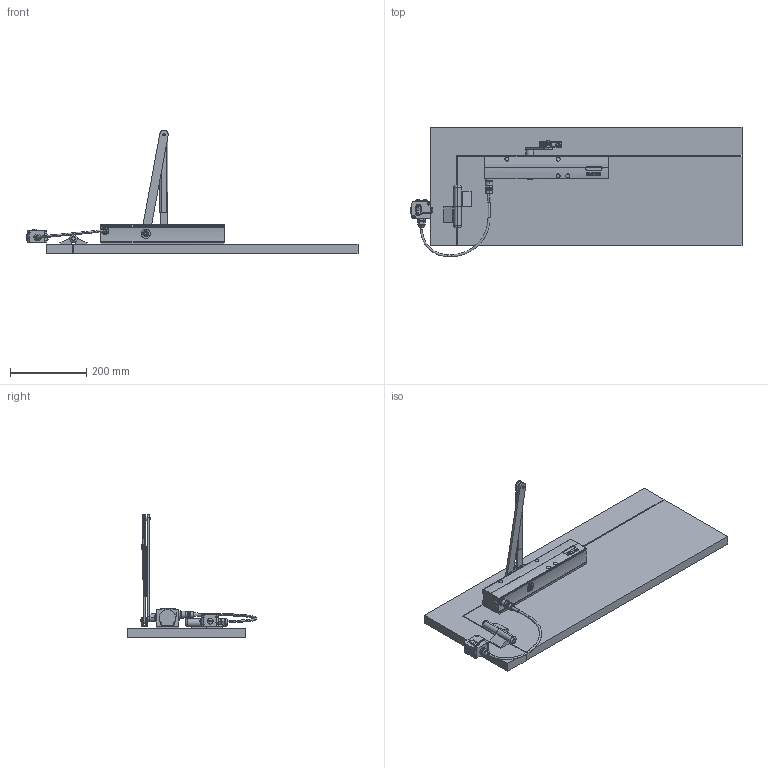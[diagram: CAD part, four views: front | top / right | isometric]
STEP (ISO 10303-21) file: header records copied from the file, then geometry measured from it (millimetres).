
FILE_DESCRIPTION(('OneSpaceDesigner STEP Export'),'2;1');
FILE_NAME('TS4000_E_Bandseite_Tuerblattmontage_20512-K-001_O_Montageplatte.stp','2010-07-15T16:27:14',(''),(''),'OneSpace Designer STEP processor for AP214 (Solid Model)','OneSpace Modeling 15.50B 03-Nov-2007 (C) CoCreate Software GmbH','');
FILE_SCHEMA(('AUTOMOTIVE_DESIGN { 1 0 10303 214 1 1 1 1 }'));
Length unit declared in the file: millimetre
Products named in the file (17): 20510-2-2036_EZ1.1; 20512-2-0488.1; Hebel; 20510-2-2197_AE02; 20510-2-0633_AE09; 20510-2-0634_AE15; TS4000E; Fluegel; Rahmen; K_Einbau_TS5000; MONTAGEPLATTE_TS4000E_TS5000E; 91420A330.2; 20512-6-0851; 20512-1-1033.1; Kabel; Tueruebergangskabel_komplett.1; TS4000-E-20512-K-001
Assembly tree (19 placements, depth 3):
  TS4000-E-20512-K-001
    Tueruebergangskabel_komplett.1
      Kabel
      20512-1-1033.1
      20512-6-0851
    91420A330.2  x4
    MONTAGEPLATTE_TS4000E_TS5000E
    K_Einbau_TS5000
      Rahmen
      Fluegel
    TS4000E
      20510-2-0634_AE15
      20510-2-0633_AE09
      20510-2-2197_AE02
      Hebel
      20512-2-0488.1
      20510-2-2036_EZ1.1
Bounding box: 873.47 x 340.49 x 324.41 mm (x, y, z)
Volume: 7528832.6 mm3; surface area: 861482.1 mm2
Topology: 16 solids, 19 shells, 3342 faces, 8865 edges, 5659 vertices
Faces by surface type: plane 1320, cylinder 989, cone 778, extrusion 193, torus 42, sphere 12, bspline 8
Entity records: 102482 total; most frequent: CARTESIAN_POINT 40760, ORIENTED_EDGE 13936, DIRECTION 10441, EDGE_CURVE 6968, VERTEX_POINT 4516, VECTOR 4491, LINE 4298, AXIS2_PLACEMENT_3D 2975
